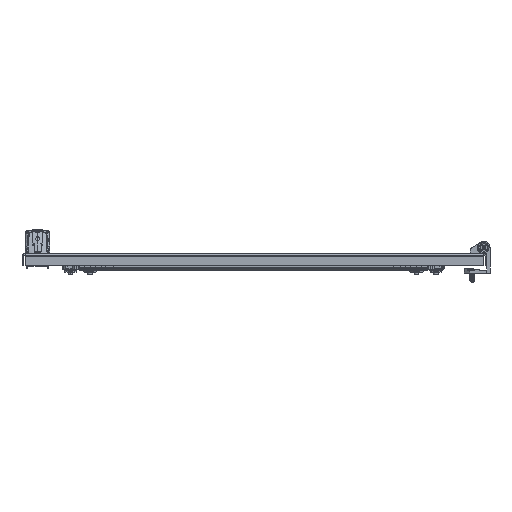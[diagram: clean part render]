
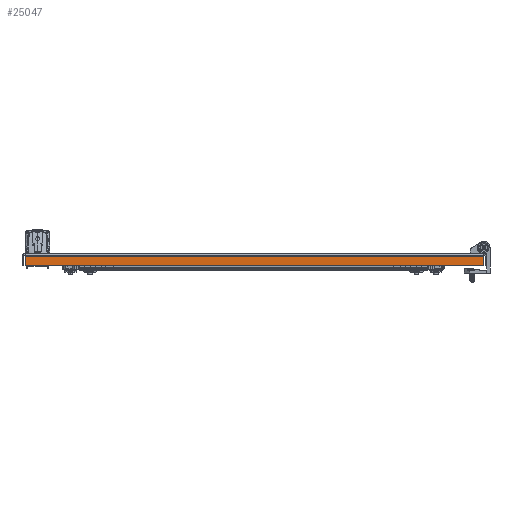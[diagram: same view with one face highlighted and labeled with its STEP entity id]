
A CAD part, front view. The second image highlights one B-rep face of the part: STEP entity #25047.
In plain terms, the highlighted planar face has unit normal (0, -1, 0).
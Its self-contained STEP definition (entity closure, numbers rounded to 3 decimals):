
#1053 = VECTOR ( 'NONE', #55209, 1000. ) ;
#6945 = VERTEX_POINT ( 'NONE', #11577 ) ;
#7872 = EDGE_CURVE ( 'NONE', #6945, #26357, #88780, .T. ) ;
#8382 = CARTESIAN_POINT ( 'NONE',  ( 0., -995., -4. ) ) ;
#8519 = ORIENTED_EDGE ( 'NONE', *, *, #7872, .F. ) ;
#10489 = EDGE_CURVE ( 'NONE', #26357, #34894, #77855, .T. ) ;
#11577 = CARTESIAN_POINT ( 'NONE',  ( 293., -995., -15.8 ) ) ;
#14406 = VECTOR ( 'NONE', #76100, 1000. ) ;
#15670 = DIRECTION ( 'NONE',  ( 1., 0., 0. ) ) ;
#15718 = CARTESIAN_POINT ( 'NONE',  ( -293., -995., 0. ) ) ;
#16765 = CARTESIAN_POINT ( 'NONE',  ( -293., -995., -15.8 ) ) ;
#25047 = ADVANCED_FACE ( 'NONE', ( #33573 ), #26343, .F. ) ;
#26343 = PLANE ( 'NONE',  #61710 ) ;
#26357 = VERTEX_POINT ( 'NONE', #16765 ) ;
#26614 = EDGE_CURVE ( 'NONE', #6945, #43063, #55727, .T. ) ;
#26620 = CARTESIAN_POINT ( 'NONE',  ( 295., -995., -15.8 ) ) ;
#33573 = FACE_OUTER_BOUND ( 'NONE', #78356, .T. ) ;
#34749 = CARTESIAN_POINT ( 'NONE',  ( -293., -995., -4. ) ) ;
#34894 = VERTEX_POINT ( 'NONE', #34749 ) ;
#36036 = ORIENTED_EDGE ( 'NONE', *, *, #56640, .F. ) ;
#43063 = VERTEX_POINT ( 'NONE', #73056 ) ;
#46291 = VECTOR ( 'NONE', #71928, 1000. ) ;
#47660 = CARTESIAN_POINT ( 'NONE',  ( 0., -995., 0. ) ) ;
#50775 = ORIENTED_EDGE ( 'NONE', *, *, #26614, .T. ) ;
#53666 = VECTOR ( 'NONE', #15670, 1000. ) ;
#54023 = DIRECTION ( 'NONE',  ( 0., 1., 0. ) ) ;
#55209 = DIRECTION ( 'NONE',  ( -1., 0., 0. ) ) ;
#55727 = LINE ( 'NONE', #76555, #14406 ) ;
#56640 = EDGE_CURVE ( 'NONE', #34894, #43063, #77807, .T. ) ;
#61710 = AXIS2_PLACEMENT_3D ( 'NONE', #47660, #54023, #80757 ) ;
#71185 = ORIENTED_EDGE ( 'NONE', *, *, #10489, .F. ) ;
#71928 = DIRECTION ( 'NONE',  ( 0., 0., 1. ) ) ;
#73056 = CARTESIAN_POINT ( 'NONE',  ( 293., -995., -4. ) ) ;
#76100 = DIRECTION ( 'NONE',  ( 0., 0., 1. ) ) ;
#76555 = CARTESIAN_POINT ( 'NONE',  ( 293., -995., 0. ) ) ;
#77807 = LINE ( 'NONE', #8382, #53666 ) ;
#77855 = LINE ( 'NONE', #15718, #46291 ) ;
#78356 = EDGE_LOOP ( 'NONE', ( #50775, #36036, #71185, #8519 ) ) ;
#80757 = DIRECTION ( 'NONE',  ( 0., 0., 1. ) ) ;
#88780 = LINE ( 'NONE', #26620, #1053 ) ;
